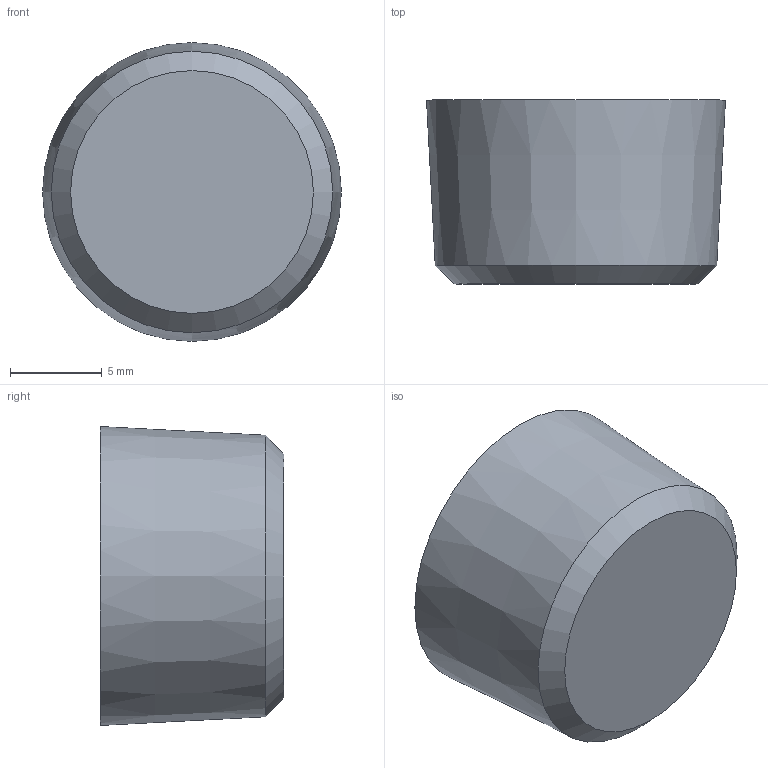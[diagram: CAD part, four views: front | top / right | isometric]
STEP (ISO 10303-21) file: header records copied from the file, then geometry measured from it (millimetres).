
FILE_DESCRIPTION(/* description */ ('S.PLUG 1/4" BSPT'),/* implementation_level */ '2;1');
FILE_NAME(/* name */ 'NXT010-24-3.stp',/* time_stamp */ '2017-05-01T11:44:48+10:00',/* author */ ('daud'),/* organization */ (''),/* preprocessor_version */ 'ST-DEVELOPER v16.5',/* originating_system */ 'Autodesk Inventor 2017',/* authorisation */ '');
FILE_SCHEMA (('AUTOMOTIVE_DESIGN { 1 0 10303 214 3 1 1 }'));
Length unit declared in the file: millimetre
Products named in the file (1): NXT010-24-2
Bounding box: 16.25 x 10 x 16.25 mm (x, y, z)
Volume: 1531.8 mm3; surface area: 1049.9 mm2
Topology: 1 solids, 1 shells, 11 faces, 23 edges, 15 vertices
Faces by surface type: plane 9, cone 2
Entity records: 312 total; most frequent: DIRECTION 48, CARTESIAN_POINT 48, ORIENTED_EDGE 42, EDGE_CURVE 21, LINE 18, VECTOR 18, VERTEX_POINT 15, AXIS2_PLACEMENT_3D 15
